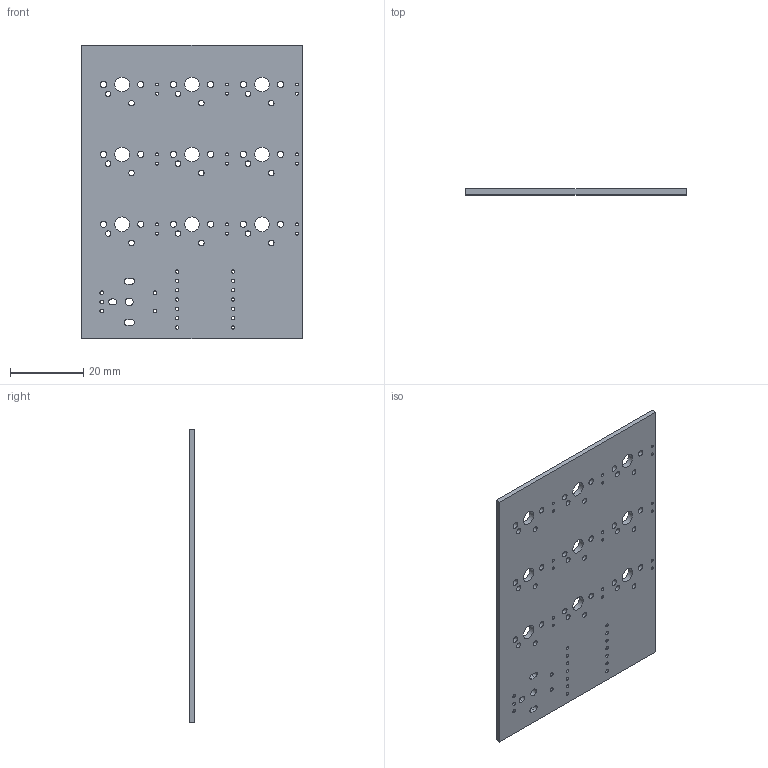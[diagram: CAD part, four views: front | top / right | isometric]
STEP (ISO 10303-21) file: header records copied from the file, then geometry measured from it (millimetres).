
FILE_DESCRIPTION(/* description */ ('STEP AP242','CAx-IF Rec.Pracs.---Representation and Presentation of Product Manufacturing Information (PMI)---4.0---2014-10-13','CAx-IF Rec.Pracs.---3D Tessellated Geometry---0.4---2014-09-14','2;1'),/* implementation_level */ '2;1');
FILE_NAME(/* name */ 'hackpad case - HackpadAllan_PCB',/* time_stamp */ '2025-07-01T06:11:25Z',/* author */ (''),/* organization */ (''),/* preprocessor_version */ 'ST-DEVELOPER v20',/* originating_system */ 'ONSHAPE BY PTC INC, 1.200',/* authorisation */ ' ');
FILE_SCHEMA (('AP242_MANAGED_MODEL_BASED_3D_ENGINEERING_MIM_LF { 1 0 10303 442 1 1 4 }'));
Length unit declared in the file: metre
Products named in the file (1): HackpadAllan_PCB
Bounding box: 60.14 x 1.51 x 79.98 mm (x, y, z)
Volume: 6928.9 mm3; surface area: 10237.1 mm2
Topology: 1 solids, 1 shells, 101 faces, 297 edges, 198 vertices
Faces by surface type: cylinder 89, plane 12
Full cylindrical faces by diameter (mm): 0.8 x18, 0.889 x14, 1 x5, 1.5 x18, 1.7 x18, 2.1 x1, 4 x9
Entity records: 3420 total; most frequent: DIRECTION 596, CARTESIAN_POINT 514, ORIENTED_EDGE 428, EDGE_LOOP 356, FACE_BOUND 356, AXIS2_PLACEMENT_3D 280, EDGE_CURVE 214, VERTEX_POINT 198
